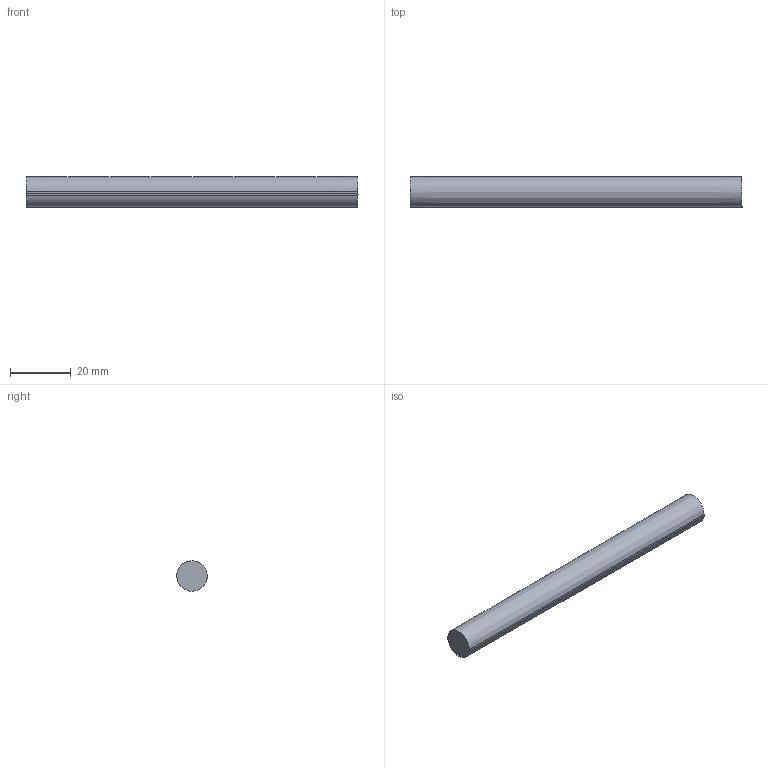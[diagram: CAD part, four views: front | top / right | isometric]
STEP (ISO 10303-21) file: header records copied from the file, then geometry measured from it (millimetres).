
FILE_DESCRIPTION( ( '' ), ' ' );
FILE_NAME( '5b02b73c53e7af0fdf12e56b.step', '2018-05-21T12:10:37', ( '' ), ( '' ), ' ', ' ', ' ' );
FILE_SCHEMA( ( 'AUTOMOTIVE_DESIGN { 1 0 10303 214 1 1 1 1 }' ) );
Length unit declared in the file: metre
Products named in the file (1): Component1
Bounding box: 109 x 10 x 9.99 mm (x, y, z)
Volume: 8557.2 mm3; surface area: 3581.8 mm2
Topology: 1 solids, 1 shells, 8 faces, 19 edges, 13 vertices
Faces by surface type: cylinder 5, plane 2, extrusion 1
Entity records: 380 total; most frequent: CARTESIAN_POINT 112, DIRECTION 40, ORIENTED_EDGE 38, EDGE_CURVE 19, AXIS2_PLACEMENT_3D 18, VERTEX_POINT 13, CIRCLE 10, STYLED_ITEM 8
